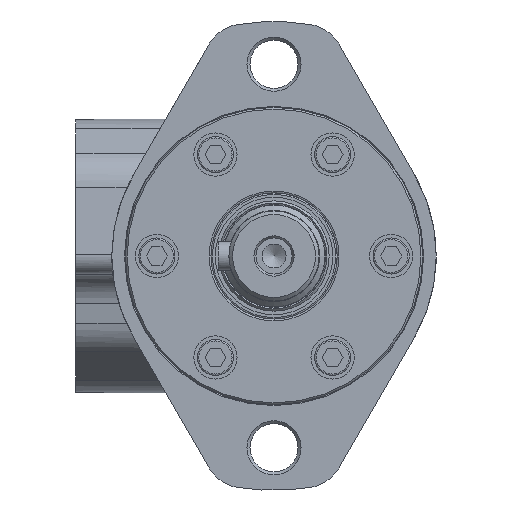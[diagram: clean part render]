
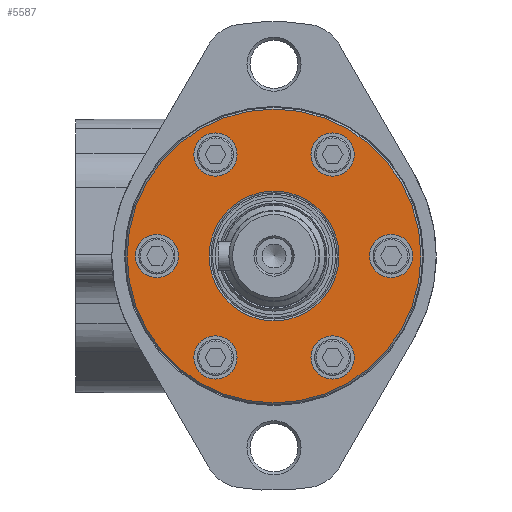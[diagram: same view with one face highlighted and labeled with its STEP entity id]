
A CAD part, left-side view. The second image highlights one B-rep face of the part: STEP entity #5587.
In plain terms, the highlighted planar face has unit normal (-1, 0, 0).
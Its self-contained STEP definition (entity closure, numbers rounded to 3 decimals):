
#524=CIRCLE('',#6176,40.75);
#525=CIRCLE('',#6177,6.);
#526=CIRCLE('',#6178,6.);
#527=CIRCLE('',#6179,6.);
#528=CIRCLE('',#6180,6.);
#529=CIRCLE('',#6181,6.);
#530=CIRCLE('',#6182,6.);
#531=CIRCLE('',#6183,18.);
#1400=ORIENTED_EDGE('',*,*,#2559,.F.);
#1401=ORIENTED_EDGE('',*,*,#2560,.F.);
#1402=ORIENTED_EDGE('',*,*,#2561,.T.);
#1403=ORIENTED_EDGE('',*,*,#2562,.T.);
#1404=ORIENTED_EDGE('',*,*,#2563,.T.);
#1405=ORIENTED_EDGE('',*,*,#2564,.T.);
#1406=ORIENTED_EDGE('',*,*,#2565,.T.);
#1407=ORIENTED_EDGE('',*,*,#2566,.T.);
#2559=EDGE_CURVE('',#3184,#3184,#524,.T.);
#2560=EDGE_CURVE('',#3185,#3185,#525,.F.);
#2561=EDGE_CURVE('',#3186,#3186,#526,.T.);
#2562=EDGE_CURVE('',#3187,#3187,#527,.T.);
#2563=EDGE_CURVE('',#3188,#3188,#528,.T.);
#2564=EDGE_CURVE('',#3189,#3189,#529,.T.);
#2565=EDGE_CURVE('',#3190,#3190,#530,.T.);
#2566=EDGE_CURVE('',#3191,#3191,#531,.T.);
#3184=VERTEX_POINT('',#9332);
#3185=VERTEX_POINT('',#9334);
#3186=VERTEX_POINT('',#9336);
#3187=VERTEX_POINT('',#9338);
#3188=VERTEX_POINT('',#9340);
#3189=VERTEX_POINT('',#9342);
#3190=VERTEX_POINT('',#9344);
#3191=VERTEX_POINT('',#9346);
#4363=EDGE_LOOP('',(#1400));
#4364=EDGE_LOOP('',(#1401));
#4365=EDGE_LOOP('',(#1402));
#4366=EDGE_LOOP('',(#1403));
#4367=EDGE_LOOP('',(#1404));
#4368=EDGE_LOOP('',(#1405));
#4369=EDGE_LOOP('',(#1406));
#4370=EDGE_LOOP('',(#1407));
#4893=FACE_BOUND('',#4363,.T.);
#4894=FACE_BOUND('',#4364,.T.);
#4895=FACE_BOUND('',#4365,.T.);
#4896=FACE_BOUND('',#4366,.T.);
#4897=FACE_BOUND('',#4367,.T.);
#4898=FACE_BOUND('',#4368,.T.);
#4899=FACE_BOUND('',#4369,.T.);
#4900=FACE_BOUND('',#4370,.T.);
#5309=PLANE('',#6175);
#5587=ADVANCED_FACE('',(#4893,#4894,#4895,#4896,#4897,#4898,#4899,#4900),
#5309,.F.);
#6175=AXIS2_PLACEMENT_3D('',#9330,#7355,#7356);
#6176=AXIS2_PLACEMENT_3D('',#9331,#7357,#7358);
#6177=AXIS2_PLACEMENT_3D('',#9333,#7359,#7360);
#6178=AXIS2_PLACEMENT_3D('',#9335,#7361,#7362);
#6179=AXIS2_PLACEMENT_3D('',#9337,#7363,#7364);
#6180=AXIS2_PLACEMENT_3D('',#9339,#7365,#7366);
#6181=AXIS2_PLACEMENT_3D('',#9341,#7367,#7368);
#6182=AXIS2_PLACEMENT_3D('',#9343,#7369,#7370);
#6183=AXIS2_PLACEMENT_3D('',#9345,#7371,#7372);
#7355=DIRECTION('',(1.,0.,0.));
#7356=DIRECTION('',(0.,0.,-1.));
#7357=DIRECTION('',(1.,0.,0.));
#7358=DIRECTION('',(0.,0.,-1.));
#7359=DIRECTION('',(1.,0.,0.));
#7360=DIRECTION('',(0.,0.,-1.));
#7361=DIRECTION('',(1.,0.,0.));
#7362=DIRECTION('',(0.,0.,-1.));
#7363=DIRECTION('',(1.,0.,0.));
#7364=DIRECTION('',(0.,0.,-1.));
#7365=DIRECTION('',(1.,0.,0.));
#7366=DIRECTION('',(0.,0.,-1.));
#7367=DIRECTION('',(1.,0.,0.));
#7368=DIRECTION('',(0.,0.,-1.));
#7369=DIRECTION('',(1.,0.,0.));
#7370=DIRECTION('',(0.,0.,-1.));
#7371=DIRECTION('',(1.,0.,0.));
#7372=DIRECTION('',(0.,0.,-1.));
#9330=CARTESIAN_POINT('',(0.,0.,0.));
#9331=CARTESIAN_POINT('',(0.,0.,0.));
#9332=CARTESIAN_POINT('',(0.,0.,-40.75));
#9333=CARTESIAN_POINT('',(0.,32.5,0.));
#9334=CARTESIAN_POINT('',(0.,32.5,-6.));
#9335=CARTESIAN_POINT('',(0.,16.25,-28.146));
#9336=CARTESIAN_POINT('',(0.,16.25,-34.146));
#9337=CARTESIAN_POINT('',(0.,-16.25,-28.146));
#9338=CARTESIAN_POINT('',(0.,-16.25,-34.146));
#9339=CARTESIAN_POINT('',(0.,-32.5,0.));
#9340=CARTESIAN_POINT('',(0.,-32.5,-6.));
#9341=CARTESIAN_POINT('',(0.,-16.25,28.146));
#9342=CARTESIAN_POINT('',(0.,-16.25,22.146));
#9343=CARTESIAN_POINT('',(0.,16.25,28.146));
#9344=CARTESIAN_POINT('',(0.,16.25,22.146));
#9345=CARTESIAN_POINT('',(0.,0.,0.));
#9346=CARTESIAN_POINT('',(0.,0.,-18.));
